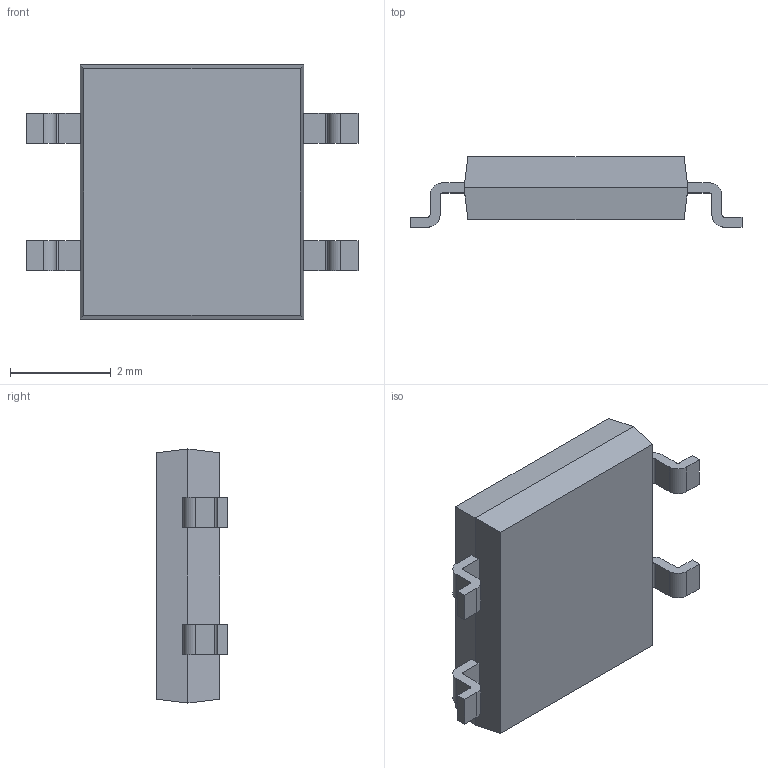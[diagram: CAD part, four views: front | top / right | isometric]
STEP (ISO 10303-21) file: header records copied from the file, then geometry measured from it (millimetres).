
FILE_DESCRIPTION (( 'STEP AP214' ), '1' );
FILE_NAME ('HDS10M-13.STEP', '2022-04-07T20:12:02', ( '' ), ( '' ), 'SwSTEP 2.0', 'SolidWorks 2017', '' );
FILE_SCHEMA (( 'AUTOMOTIVE_DESIGN' ));
Length unit declared in the file: millimetre
Products named in the file (1): HDS10M-13
Bounding box: 6.6 x 1.4 x 5.05 mm (x, y, z)
Volume: 28 mm3; surface area: 77.8 mm2
Topology: 6 solids, 6 shells, 77 faces, 188 edges, 124 vertices
Faces by surface type: plane 57, cylinder 20
Entity records: 2329 total; most frequent: CARTESIAN_POINT 390, DIRECTION 384, ORIENTED_EDGE 376, EDGE_CURVE 188, VECTOR 148, LINE 148, VERTEX_POINT 124, AXIS2_PLACEMENT_3D 118
